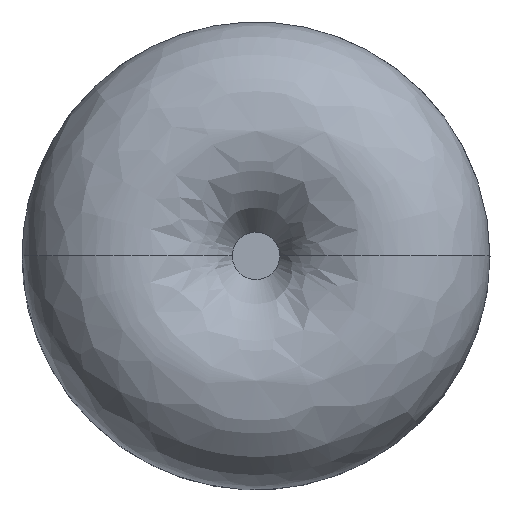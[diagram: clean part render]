
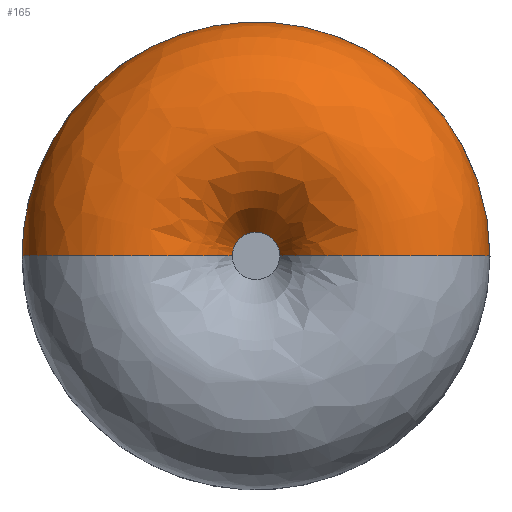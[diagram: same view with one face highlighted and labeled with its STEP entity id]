
A CAD part, top view. The second image highlights one B-rep face of the part: STEP entity #165.
In plain terms, the highlighted free-form (B-spline) face has degree [2, 2] with [5, 9] control points.
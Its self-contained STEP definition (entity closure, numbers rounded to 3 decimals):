
#165=ADVANCED_FACE('',(#293),#1647,.T.);
#293=FACE_OUTER_BOUND('',#416,.T.);
#416=EDGE_LOOP('',(#597,#598,#599,#600));
#597=ORIENTED_EDGE('',*,*,#1046,.T.);
#598=ORIENTED_EDGE('',*,*,#1047,.T.);
#599=ORIENTED_EDGE('',*,*,#1048,.T.);
#600=ORIENTED_EDGE('',*,*,#1049,.F.);
#1046=EDGE_CURVE('',#1516,#1517,#1309,.T.);
#1047=EDGE_CURVE('',#1517,#1518,#1310,.T.);
#1048=EDGE_CURVE('',#1518,#1515,#1311,.T.);
#1049=EDGE_CURVE('',#1516,#1515,#1312,.T.);
#1309=(
BOUNDED_CURVE()
B_SPLINE_CURVE(2,(#2734,#2735,#2736,#2737,#2738),.UNSPECIFIED.,.F.,.F.)
B_SPLINE_CURVE_WITH_KNOTS((3,2,3),(0.,122.105,244.21),
 .UNSPECIFIED.)
CURVE()
GEOMETRIC_REPRESENTATION_ITEM()
RATIONAL_B_SPLINE_CURVE((1.,0.773,1.,0.773,1.))
REPRESENTATION_ITEM('')
);
#1310=(
BOUNDED_CURVE()
B_SPLINE_CURVE(2,(#2739,#2740,#2741,#2742,#2743),.UNSPECIFIED.,.F.,.F.)
B_SPLINE_CURVE_WITH_KNOTS((3,2,3),(0.,319.977,639.955),
 .UNSPECIFIED.)
CURVE()
GEOMETRIC_REPRESENTATION_ITEM()
RATIONAL_B_SPLINE_CURVE((1.,0.707,1.,0.707,1.))
REPRESENTATION_ITEM('')
);
#1311=(
BOUNDED_CURVE()
B_SPLINE_CURVE(2,(#2744,#2745,#2746,#2747,#2748),.UNSPECIFIED.,.F.,.F.)
B_SPLINE_CURVE_WITH_KNOTS((3,2,3),(0.,122.105,244.21),
 .UNSPECIFIED.)
CURVE()
GEOMETRIC_REPRESENTATION_ITEM()
RATIONAL_B_SPLINE_CURVE((1.,0.773,1.,0.773,1.))
REPRESENTATION_ITEM('')
);
#1312=(
BOUNDED_CURVE()
B_SPLINE_CURVE(2,(#2749,#2750,#2751,#2752,#2753),.UNSPECIFIED.,.F.,.F.)
B_SPLINE_CURVE_WITH_KNOTS((3,2,3),(-65.045,-32.523,
0.),.UNSPECIFIED.)
CURVE()
GEOMETRIC_REPRESENTATION_ITEM()
RATIONAL_B_SPLINE_CURVE((1.,0.707,1.,0.707,1.))
REPRESENTATION_ITEM('')
);
#1515=VERTEX_POINT('',#2583);
#1516=VERTEX_POINT('',#2584);
#1517=VERTEX_POINT('',#2585);
#1518=VERTEX_POINT('',#2586);
#1647=(
BOUNDED_SURFACE()
B_SPLINE_SURFACE(2,2,((#2100,#2101,#2102,#2103,#2104,#2105,#2106,#2107,
#2108),(#2109,#2110,#2111,#2112,#2113,#2114,#2115,#2116,#2117),(#2118,#2119,
#2120,#2121,#2122,#2123,#2124,#2125,#2126),(#2127,#2128,#2129,#2130,#2131,
#2132,#2133,#2134,#2135),(#2136,#2137,#2138,#2139,#2140,#2141,#2142,#2143,
#2144)),.UNSPECIFIED.,.F.,.F.,.F.)
B_SPLINE_SURFACE_WITH_KNOTS((3,2,3),(3,2,2,2,3),(0.,134.303,268.606),
(0.,117.024,234.049,351.073,468.097),
 .UNSPECIFIED.)
GEOMETRIC_REPRESENTATION_ITEM()
RATIONAL_B_SPLINE_SURFACE(((1.,0.707,1.,0.707,1.,
0.707,1.,0.707,1.),(0.707,0.5,0.707,
0.5,0.707,0.5,0.707,0.5,0.707),(1.,
0.707,1.,0.707,1.,0.707,1.,0.707,
1.),(0.707,0.5,0.707,0.5,0.707,0.5,
0.707,0.5,0.707),(1.,0.707,1.,0.707,
1.,0.707,1.,0.707,1.)))
REPRESENTATION_ITEM('')
SURFACE()
);
#2100=CARTESIAN_POINT('',(-160.,0.,147.5));
#2101=CARTESIAN_POINT('',(-160.,0.,73.));
#2102=CARTESIAN_POINT('',(-85.5,0.,73.));
#2103=CARTESIAN_POINT('',(-11.,0.,73.));
#2104=CARTESIAN_POINT('',(-11.,0.,147.5));
#2105=CARTESIAN_POINT('',(-11.,0.,222.));
#2106=CARTESIAN_POINT('',(-85.5,0.,222.));
#2107=CARTESIAN_POINT('',(-160.,0.,222.));
#2108=CARTESIAN_POINT('',(-160.,0.,147.5));
#2109=CARTESIAN_POINT('',(-160.,160.,147.5));
#2110=CARTESIAN_POINT('',(-160.,160.,73.));
#2111=CARTESIAN_POINT('',(-85.5,85.5,73.));
#2112=CARTESIAN_POINT('',(-11.,11.,73.));
#2113=CARTESIAN_POINT('',(-11.,11.,147.5));
#2114=CARTESIAN_POINT('',(-11.,11.,222.));
#2115=CARTESIAN_POINT('',(-85.5,85.5,222.));
#2116=CARTESIAN_POINT('',(-160.,160.,222.));
#2117=CARTESIAN_POINT('',(-160.,160.,147.5));
#2118=CARTESIAN_POINT('',(0.,160.,147.5));
#2119=CARTESIAN_POINT('',(0.,160.,73.));
#2120=CARTESIAN_POINT('',(0.,85.5,73.));
#2121=CARTESIAN_POINT('',(0.,11.,73.));
#2122=CARTESIAN_POINT('',(0.,11.,147.5));
#2123=CARTESIAN_POINT('',(0.,11.,222.));
#2124=CARTESIAN_POINT('',(0.,85.5,222.));
#2125=CARTESIAN_POINT('',(0.,160.,222.));
#2126=CARTESIAN_POINT('',(0.,160.,147.5));
#2127=CARTESIAN_POINT('',(160.,160.,147.5));
#2128=CARTESIAN_POINT('',(160.,160.,73.));
#2129=CARTESIAN_POINT('',(85.5,85.5,73.));
#2130=CARTESIAN_POINT('',(11.,11.,73.));
#2131=CARTESIAN_POINT('',(11.,11.,147.5));
#2132=CARTESIAN_POINT('',(11.,11.,222.));
#2133=CARTESIAN_POINT('',(85.5,85.5,222.));
#2134=CARTESIAN_POINT('',(160.,160.,222.));
#2135=CARTESIAN_POINT('',(160.,160.,147.5));
#2136=CARTESIAN_POINT('',(160.,0.,147.5));
#2137=CARTESIAN_POINT('',(160.,0.,73.));
#2138=CARTESIAN_POINT('',(85.5,0.,73.));
#2139=CARTESIAN_POINT('',(11.,0.,73.));
#2140=CARTESIAN_POINT('',(11.,0.,147.5));
#2141=CARTESIAN_POINT('',(11.,0.,222.));
#2142=CARTESIAN_POINT('',(85.5,0.,222.));
#2143=CARTESIAN_POINT('',(160.,0.,222.));
#2144=CARTESIAN_POINT('',(160.,0.,147.5));
#2583=CARTESIAN_POINT('',(-16.261,0.,175.));
#2584=CARTESIAN_POINT('',(16.261,0.,175.));
#2585=CARTESIAN_POINT('',(159.989,0.,148.8));
#2586=CARTESIAN_POINT('',(-159.989,0.,148.8));
#2734=CARTESIAN_POINT('',(16.261,0.,175.));
#2735=CARTESIAN_POINT('',(38.797,0.,231.741));
#2736=CARTESIAN_POINT('',(98.86,0.,220.792));
#2737=CARTESIAN_POINT('',(158.923,0.,209.843));
#2738=CARTESIAN_POINT('',(159.989,0.,148.8));
#2739=CARTESIAN_POINT('',(159.989,0.,148.8));
#2740=CARTESIAN_POINT('',(159.989,159.989,148.8));
#2741=CARTESIAN_POINT('',(0.,159.989,148.8));
#2742=CARTESIAN_POINT('',(-159.989,159.989,148.8));
#2743=CARTESIAN_POINT('',(-159.989,0.,148.8));
#2744=CARTESIAN_POINT('',(-159.989,0.,148.8));
#2745=CARTESIAN_POINT('',(-158.923,0.,209.843));
#2746=CARTESIAN_POINT('',(-98.86,0.,220.792));
#2747=CARTESIAN_POINT('',(-38.797,0.,231.741));
#2748=CARTESIAN_POINT('',(-16.261,0.,175.));
#2749=CARTESIAN_POINT('',(16.261,0.,175.));
#2750=CARTESIAN_POINT('',(16.261,16.261,175.));
#2751=CARTESIAN_POINT('',(0.,16.261,175.));
#2752=CARTESIAN_POINT('',(-16.261,16.261,175.));
#2753=CARTESIAN_POINT('',(-16.261,0.,175.));
